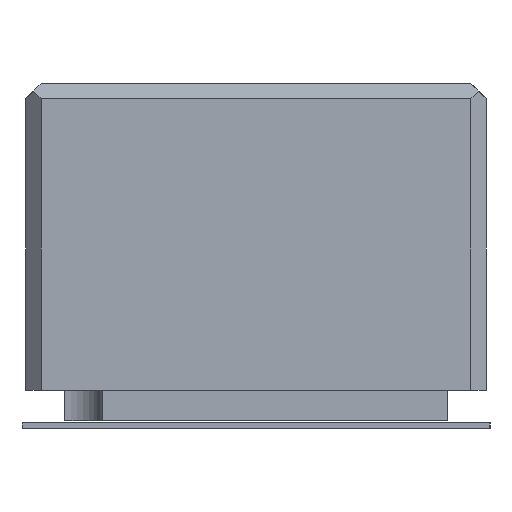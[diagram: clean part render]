
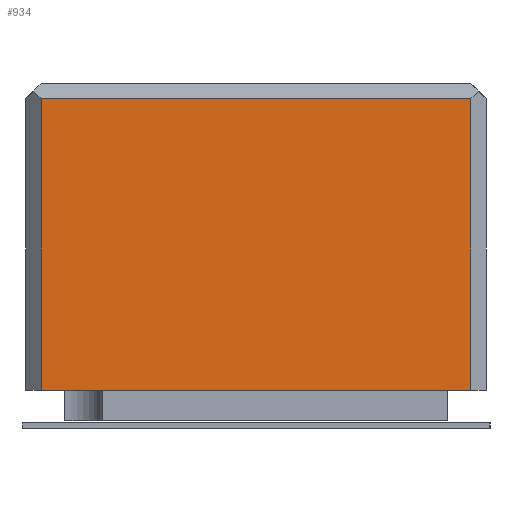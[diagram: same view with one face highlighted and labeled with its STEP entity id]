
A CAD part, left-side view. The second image highlights one B-rep face of the part: STEP entity #934.
In plain terms, the highlighted planar face has unit normal (-1, 0, 0).
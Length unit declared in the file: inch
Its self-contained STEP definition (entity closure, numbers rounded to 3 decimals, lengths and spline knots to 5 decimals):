
#57 = VERTEX_POINT ( 'NONE', #405 ) ;
#75 = LINE ( 'NONE', #746, #310 ) ;
#101 = CARTESIAN_POINT ( 'NONE',  ( -0.01969, 0.01181, 0.003 ) ) ;
#124 = ORIENTED_EDGE ( 'NONE', *, *, #816, .F. ) ;
#173 = DIRECTION ( 'NONE',  ( 0., 0., -1. ) ) ;
#187 = PLANE ( 'NONE',  #500 ) ;
#261 = DIRECTION ( 'NONE',  ( 0., 0., -1. ) ) ;
#310 = VECTOR ( 'NONE', #173, 39.37008 ) ;
#314 = VERTEX_POINT ( 'NONE', #579 ) ;
#327 = CARTESIAN_POINT ( 'NONE',  ( -0.01969, 0.01102, 0.01993 ) ) ;
#334 = VERTEX_POINT ( 'NONE', #824 ) ;
#354 = CARTESIAN_POINT ( 'NONE',  ( -0.01969, 0.01102, 0.01993 ) ) ;
#405 = CARTESIAN_POINT ( 'NONE',  ( -0.01969, -0.01102, 0.01993 ) ) ;
#441 = DIRECTION ( 'NONE',  ( -1., 0., 0. ) ) ;
#483 = ORIENTED_EDGE ( 'NONE', *, *, #831, .F. ) ;
#488 = LINE ( 'NONE', #327, #847 ) ;
#500 = AXIS2_PLACEMENT_3D ( 'NONE', #101, #441, #956 ) ;
#504 = ORIENTED_EDGE ( 'NONE', *, *, #709, .T. ) ;
#537 = VECTOR ( 'NONE', #1067, 39.37008 ) ;
#540 = LINE ( 'NONE', #647, #537 ) ;
#579 = CARTESIAN_POINT ( 'NONE',  ( -0.01969, -0.01102, 0.00497 ) ) ;
#647 = CARTESIAN_POINT ( 'NONE',  ( -0.01969, 0.01102, 0.00497 ) ) ;
#690 = FACE_OUTER_BOUND ( 'NONE', #973, .T. ) ;
#709 = EDGE_CURVE ( 'NONE', #958, #314, #540, .T. ) ;
#738 = VECTOR ( 'NONE', #261, 39.37008 ) ;
#746 = CARTESIAN_POINT ( 'NONE',  ( -0.01969, -0.01102, 0.01993 ) ) ;
#816 = EDGE_CURVE ( 'NONE', #57, #314, #75, .T. ) ;
#824 = CARTESIAN_POINT ( 'NONE',  ( -0.01969, 0.01102, 0.01993 ) ) ;
#831 = EDGE_CURVE ( 'NONE', #334, #57, #488, .T. ) ;
#847 = VECTOR ( 'NONE', #1026, 39.37008 ) ;
#918 = EDGE_CURVE ( 'NONE', #334, #958, #1036, .T. ) ;
#934 = ADVANCED_FACE ( 'NONE', ( #690 ), #187, .T. ) ;
#951 = CARTESIAN_POINT ( 'NONE',  ( -0.01969, 0.01102, 0.00497 ) ) ;
#956 = DIRECTION ( 'NONE',  ( 0., 0., 1. ) ) ;
#958 = VERTEX_POINT ( 'NONE', #951 ) ;
#973 = EDGE_LOOP ( 'NONE', ( #124, #483, #994, #504 ) ) ;
#994 = ORIENTED_EDGE ( 'NONE', *, *, #918, .T. ) ;
#1026 = DIRECTION ( 'NONE',  ( 0., -1., 0. ) ) ;
#1036 = LINE ( 'NONE', #354, #738 ) ;
#1067 = DIRECTION ( 'NONE',  ( 0., -1., 0. ) ) ;
